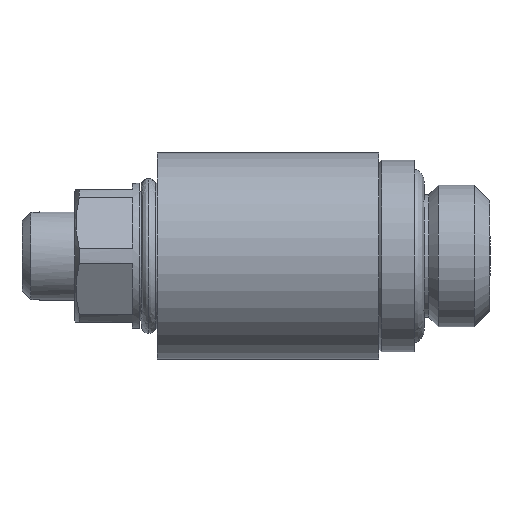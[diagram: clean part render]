
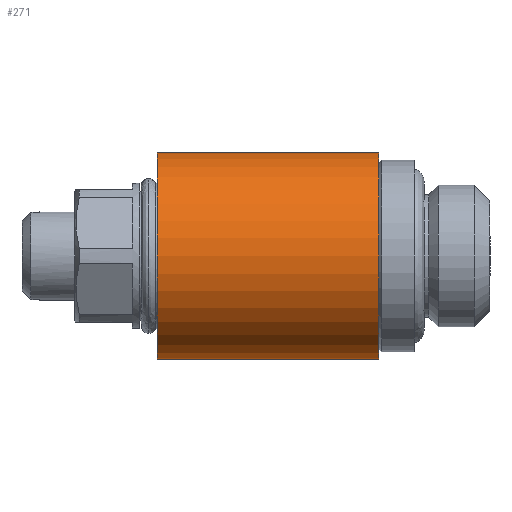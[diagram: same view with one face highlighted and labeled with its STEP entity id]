
A CAD part, left-side view. The second image highlights one B-rep face of the part: STEP entity #271.
In plain terms, the highlighted cylindrical face has radius 7 mm (diameter 14 mm), a full revolution.
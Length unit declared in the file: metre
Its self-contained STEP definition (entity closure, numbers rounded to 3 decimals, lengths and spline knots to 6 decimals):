
#271 = ADVANCED_FACE( 'NONE', ( #573, #574, #575 ), #576, .T. );
#573 = FACE_OUTER_BOUND( '', #1299, .T. );
#574 = FACE_OUTER_BOUND( '', #1300, .T. );
#575 = FACE_BOUND( '', #1301, .T. );
#576 = CYLINDRICAL_SURFACE( '', #1302, 0.007 );
#1299 = EDGE_LOOP( '', ( #1855 ) );
#1300 = EDGE_LOOP( '', ( #1856 ) );
#1301 = EDGE_LOOP( '', ( #1857, #1858 ) );
#1302 = AXIS2_PLACEMENT_3D( '', #1859, #1860, #1861 );
#1855 = ORIENTED_EDGE( '', *, *, #2346, .T. );
#1856 = ORIENTED_EDGE( '', *, *, #2347, .T. );
#1857 = ORIENTED_EDGE( '', *, *, #2339, .T. );
#1858 = ORIENTED_EDGE( '', *, *, #2170, .T. );
#1859 = CARTESIAN_POINT( '', ( 0., 0.030486, 0. ) );
#1860 = DIRECTION( '', ( 0., 1., 0. ) );
#1861 = DIRECTION( '', ( 0., 0., 1. ) );
#2170 = EDGE_CURVE( 'NONE', #2451, #2453, #2455, .T. );
#2339 = EDGE_CURVE( 'NONE', #2453, #2451, #2716, .T. );
#2346 = EDGE_CURVE( 'NONE', #2725, #2725, #2726, .T. );
#2347 = EDGE_CURVE( 'NONE', #2727, #2727, #2728, .T. );
#2451 = VERTEX_POINT( 'NONE', #2941 );
#2453 = VERTEX_POINT( 'NONE', #2943 );
#2455 = B_SPLINE_CURVE_WITH_KNOTS( '', 3, ( #2945, #2946, #2947, #2948, #2949, #2950, #2951, #2952, #2953, #2954, #2955, #2956, #2957, #2958, #2959, #2960, #2961, #2962, #2963, #2964, #2965, #2966, #2967, #2968, #2969, #2970, #2971 ), .UNSPECIFIED., .F., .F., ( 4, 1, 1, 1, 1, 1, 1, 1, 1, 1, 1, 1, 1, 1, 1, 1, 1, 1, 1, 1, 1, 1, 1, 1, 4 ), ( 0., 0.013047, 0.025795, 0.038267, 0.050488, 0.062486, 0.093214, 0.124965, 0.186474, 0.249972, 0.313469, 0.374979, 0.4384, 0.499984, 0.561572, 0.624988, 0.686483, 0.749995, 0.813477, 0.875002, 0.90678, 0.937493, 0.953453, 0.968758, 1. ), .UNSPECIFIED. );
#2716 = B_SPLINE_CURVE_WITH_KNOTS( '', 3, ( #3556, #3557, #3558, #3559, #3560, #3561, #3562, #3563, #3564, #3565, #3566, #3567, #3568, #3569, #3570, #3571, #3572, #3573, #3574, #3575, #3576, #3577, #3578, #3579, #3580, #3581, #3582 ), .UNSPECIFIED., .F., .F., ( 4, 1, 1, 1, 1, 1, 1, 1, 1, 1, 1, 1, 1, 1, 1, 1, 1, 1, 1, 1, 1, 1, 1, 1, 4 ), ( 0., 0.013046, 0.025793, 0.038265, 0.050487, 0.062487, 0.093214, 0.124965, 0.186481, 0.249972, 0.313463, 0.374978, 0.438393, 0.499983, 0.56157, 0.624987, 0.68647, 0.749995, 0.813457, 0.875001, 0.906778, 0.937493, 0.953457, 0.968757, 1. ), .UNSPECIFIED. );
#2725 = VERTEX_POINT( '', #3606 );
#2726 = CIRCLE( '', #3607, 0.007 );
#2727 = VERTEX_POINT( '', #3608 );
#2728 = CIRCLE( '', #3609, 0.007 );
#2941 = CARTESIAN_POINT( '', ( 0.005218, 0.016915, -0.004667 ) );
#2943 = CARTESIAN_POINT( '', ( 0.005217, 0.016897, 0.004667 ) );
#2945 = CARTESIAN_POINT( '', ( 0.005218, 0.016915, -0.004667 ) );
#2946 = CARTESIAN_POINT( '', ( 0.005218, 0.016847, -0.004666 ) );
#2947 = CARTESIAN_POINT( '', ( 0.00522, 0.016712, -0.004663 ) );
#2948 = CARTESIAN_POINT( '', ( 0.00523, 0.016513, -0.004652 ) );
#2949 = CARTESIAN_POINT( '', ( 0.005245, 0.016318, -0.004635 ) );
#2950 = CARTESIAN_POINT( '', ( 0.005266, 0.016129, -0.004612 ) );
#2951 = CARTESIAN_POINT( '', ( 0.005306, 0.015848, -0.004566 ) );
#2952 = CARTESIAN_POINT( '', ( 0.005379, 0.015474, -0.004481 ) );
#2953 = CARTESIAN_POINT( '', ( 0.005538, 0.014876, -0.004285 ) );
#2954 = CARTESIAN_POINT( '', ( 0.005792, 0.014169, -0.003945 ) );
#2955 = CARTESIAN_POINT( '', ( 0.006137, 0.013423, -0.003393 ) );
#2956 = CARTESIAN_POINT( '', ( 0.006471, 0.012788, -0.00271 ) );
#2957 = CARTESIAN_POINT( '', ( 0.006758, 0.012296, -0.001898 ) );
#2958 = CARTESIAN_POINT( '', ( 0.006952, 0.011975, -0.000987 ) );
#2959 = CARTESIAN_POINT( '', ( 0.007023, 0.011864, -0.000009 ) );
#2960 = CARTESIAN_POINT( '', ( 0.006955, 0.011971, 0.000969 ) );
#2961 = CARTESIAN_POINT( '', ( 0.006763, 0.012288, 0.001881 ) );
#2962 = CARTESIAN_POINT( '', ( 0.006477, 0.012777, 0.002695 ) );
#2963 = CARTESIAN_POINT( '', ( 0.006143, 0.01341, 0.003381 ) );
#2964 = CARTESIAN_POINT( '', ( 0.005798, 0.014154, 0.003936 ) );
#2965 = CARTESIAN_POINT( '', ( 0.005544, 0.01486, 0.004278 ) );
#2966 = CARTESIAN_POINT( '', ( 0.005383, 0.015457, 0.004476 ) );
#2967 = CARTESIAN_POINT( '', ( 0.005305, 0.01585, 0.004567 ) );
#2968 = CARTESIAN_POINT( '', ( 0.00526, 0.016167, 0.004618 ) );
#2969 = CARTESIAN_POINT( '', ( 0.005226, 0.01649, 0.004657 ) );
#2970 = CARTESIAN_POINT( '', ( 0.005221, 0.016733, 0.004663 ) );
#2971 = CARTESIAN_POINT( '', ( 0.005217, 0.016897, 0.004667 ) );
#3556 = CARTESIAN_POINT( '', ( 0.005217, 0.016897, 0.004667 ) );
#3557 = CARTESIAN_POINT( '', ( 0.005219, 0.016965, 0.004665 ) );
#3558 = CARTESIAN_POINT( '', ( 0.005221, 0.0171, 0.004663 ) );
#3559 = CARTESIAN_POINT( '', ( 0.005231, 0.017299, 0.004651 ) );
#3560 = CARTESIAN_POINT( '', ( 0.005246, 0.017493, 0.004634 ) );
#3561 = CARTESIAN_POINT( '', ( 0.005267, 0.017682, 0.00461 ) );
#3562 = CARTESIAN_POINT( '', ( 0.005307, 0.017962, 0.004564 ) );
#3563 = CARTESIAN_POINT( '', ( 0.005381, 0.018335, 0.004478 ) );
#3564 = CARTESIAN_POINT( '', ( 0.005541, 0.018931, 0.004282 ) );
#3565 = CARTESIAN_POINT( '', ( 0.005795, 0.019637, 0.003941 ) );
#3566 = CARTESIAN_POINT( '', ( 0.006139, 0.020381, 0.003389 ) );
#3567 = CARTESIAN_POINT( '', ( 0.006473, 0.021015, 0.002706 ) );
#3568 = CARTESIAN_POINT( '', ( 0.006759, 0.021505, 0.001895 ) );
#3569 = CARTESIAN_POINT( '', ( 0.006953, 0.021825, 0.000986 ) );
#3570 = CARTESIAN_POINT( '', ( 0.007023, 0.021936, 0.000009 ) );
#3571 = CARTESIAN_POINT( '', ( 0.006955, 0.021829, -0.000967 ) );
#3572 = CARTESIAN_POINT( '', ( 0.006763, 0.021513, -0.001878 ) );
#3573 = CARTESIAN_POINT( '', ( 0.006479, 0.021026, -0.002692 ) );
#3574 = CARTESIAN_POINT( '', ( 0.006146, 0.020394, -0.003377 ) );
#3575 = CARTESIAN_POINT( '', ( 0.005801, 0.019652, -0.003932 ) );
#3576 = CARTESIAN_POINT( '', ( 0.005546, 0.018948, -0.004275 ) );
#3577 = CARTESIAN_POINT( '', ( 0.005385, 0.018352, -0.004473 ) );
#3578 = CARTESIAN_POINT( '', ( 0.005307, 0.01796, -0.004565 ) );
#3579 = CARTESIAN_POINT( '', ( 0.005262, 0.017644, -0.004617 ) );
#3580 = CARTESIAN_POINT( '', ( 0.005227, 0.017321, -0.004656 ) );
#3581 = CARTESIAN_POINT( '', ( 0.005221, 0.017078, -0.004662 ) );
#3582 = CARTESIAN_POINT( '', ( 0.005218, 0.016915, -0.004667 ) );
#3606 = CARTESIAN_POINT( '', ( 0., 0.0079, 0.007 ) );
#3607 = AXIS2_PLACEMENT_3D( '', #3954, #3955, #3956 );
#3608 = CARTESIAN_POINT( '', ( 0., 0.0229, 0.007 ) );
#3609 = AXIS2_PLACEMENT_3D( '', #3957, #3958, #3959 );
#3954 = CARTESIAN_POINT( '', ( 0., 0.0079, 0. ) );
#3955 = DIRECTION( '', ( 0., 1., 0. ) );
#3956 = DIRECTION( '', ( 0., 0., 1. ) );
#3957 = CARTESIAN_POINT( '', ( 0., 0.0229, 0. ) );
#3958 = DIRECTION( '', ( 0., -1., 0. ) );
#3959 = DIRECTION( '', ( 0., 0., 1. ) );
